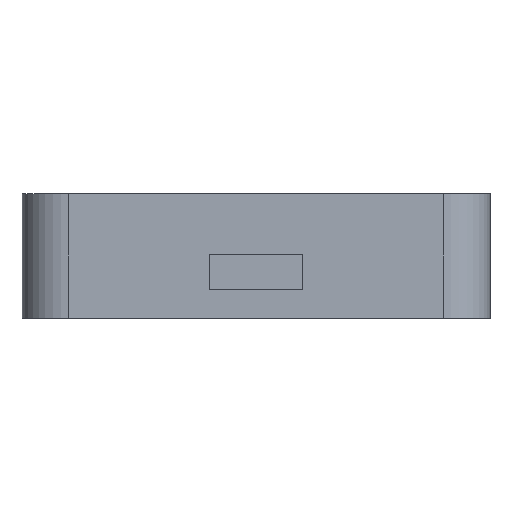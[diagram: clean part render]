
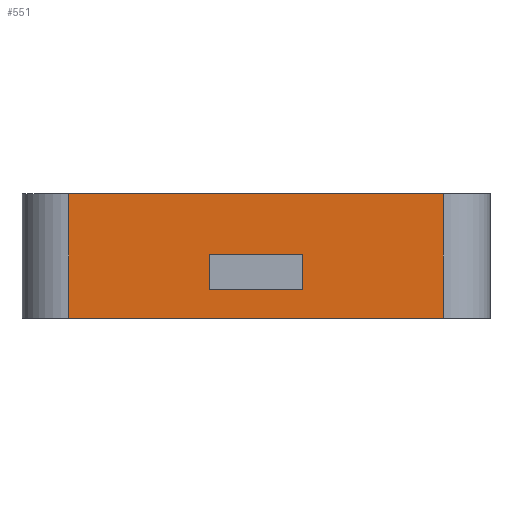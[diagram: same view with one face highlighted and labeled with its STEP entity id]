
A CAD part, left-side view. The second image highlights one B-rep face of the part: STEP entity #551.
In plain terms, the highlighted planar face has unit normal (-1, 0, 0).
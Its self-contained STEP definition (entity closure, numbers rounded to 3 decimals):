
#121 = VERTEX_POINT('',#122);
#122 = CARTESIAN_POINT('',(-44.,12.,0.));
#129 = EDGE_CURVE('',#130,#121,#132,.T.);
#130 = VERTEX_POINT('',#131);
#131 = CARTESIAN_POINT('',(-44.,-12.,0.));
#132 = LINE('',#133,#134);
#133 = CARTESIAN_POINT('',(-44.,-15.,0.));
#134 = VECTOR('',#135,1.);
#135 = DIRECTION('',(0.,1.,0.));
#180 = EDGE_CURVE('',#121,#181,#183,.T.);
#181 = VERTEX_POINT('',#182);
#182 = CARTESIAN_POINT('',(-44.,12.,8.));
#183 = LINE('',#184,#185);
#184 = CARTESIAN_POINT('',(-44.,12.,0.));
#185 = VECTOR('',#186,1.);
#186 = DIRECTION('',(0.,0.,1.));
#246 = EDGE_CURVE('',#247,#181,#249,.T.);
#247 = VERTEX_POINT('',#248);
#248 = CARTESIAN_POINT('',(-44.,-12.,8.));
#249 = LINE('',#250,#251);
#250 = CARTESIAN_POINT('',(-44.,-15.,8.));
#251 = VECTOR('',#252,1.);
#252 = DIRECTION('',(0.,1.,0.));
#551 = ADVANCED_FACE('',(#552,#563),#597,.F.);
#552 = FACE_BOUND('',#553,.F.);
#553 = EDGE_LOOP('',(#554,#555,#561,#562));
#554 = ORIENTED_EDGE('',*,*,#246,.F.);
#555 = ORIENTED_EDGE('',*,*,#556,.F.);
#556 = EDGE_CURVE('',#130,#247,#557,.T.);
#557 = LINE('',#558,#559);
#558 = CARTESIAN_POINT('',(-44.,-12.,0.));
#559 = VECTOR('',#560,1.);
#560 = DIRECTION('',(0.,0.,1.));
#561 = ORIENTED_EDGE('',*,*,#129,.T.);
#562 = ORIENTED_EDGE('',*,*,#180,.T.);
#563 = FACE_BOUND('',#564,.F.);
#564 = EDGE_LOOP('',(#565,#575,#583,#591));
#565 = ORIENTED_EDGE('',*,*,#566,.F.);
#566 = EDGE_CURVE('',#567,#569,#571,.T.);
#567 = VERTEX_POINT('',#568);
#568 = CARTESIAN_POINT('',(-44.,3.,4.125));
#569 = VERTEX_POINT('',#570);
#570 = CARTESIAN_POINT('',(-44.,-3.,4.125));
#571 = LINE('',#572,#573);
#572 = CARTESIAN_POINT('',(-44.,-9.,4.125));
#573 = VECTOR('',#574,1.);
#574 = DIRECTION('',(0.,-1.,0.));
#575 = ORIENTED_EDGE('',*,*,#576,.F.);
#576 = EDGE_CURVE('',#577,#567,#579,.T.);
#577 = VERTEX_POINT('',#578);
#578 = CARTESIAN_POINT('',(-44.,3.,1.875));
#579 = LINE('',#580,#581);
#580 = CARTESIAN_POINT('',(-44.,3.,0.938));
#581 = VECTOR('',#582,1.);
#582 = DIRECTION('',(0.,0.,1.));
#583 = ORIENTED_EDGE('',*,*,#584,.T.);
#584 = EDGE_CURVE('',#577,#585,#587,.T.);
#585 = VERTEX_POINT('',#586);
#586 = CARTESIAN_POINT('',(-44.,-3.,1.875));
#587 = LINE('',#588,#589);
#588 = CARTESIAN_POINT('',(-44.,-9.,1.875));
#589 = VECTOR('',#590,1.);
#590 = DIRECTION('',(0.,-1.,0.));
#591 = ORIENTED_EDGE('',*,*,#592,.T.);
#592 = EDGE_CURVE('',#585,#569,#593,.T.);
#593 = LINE('',#594,#595);
#594 = CARTESIAN_POINT('',(-44.,-3.,0.938));
#595 = VECTOR('',#596,1.);
#596 = DIRECTION('',(0.,0.,1.));
#597 = PLANE('',#598);
#598 = AXIS2_PLACEMENT_3D('',#599,#600,#601);
#599 = CARTESIAN_POINT('',(-44.,-15.,0.));
#600 = DIRECTION('',(1.,0.,0.));
#601 = DIRECTION('',(0.,0.,1.));
